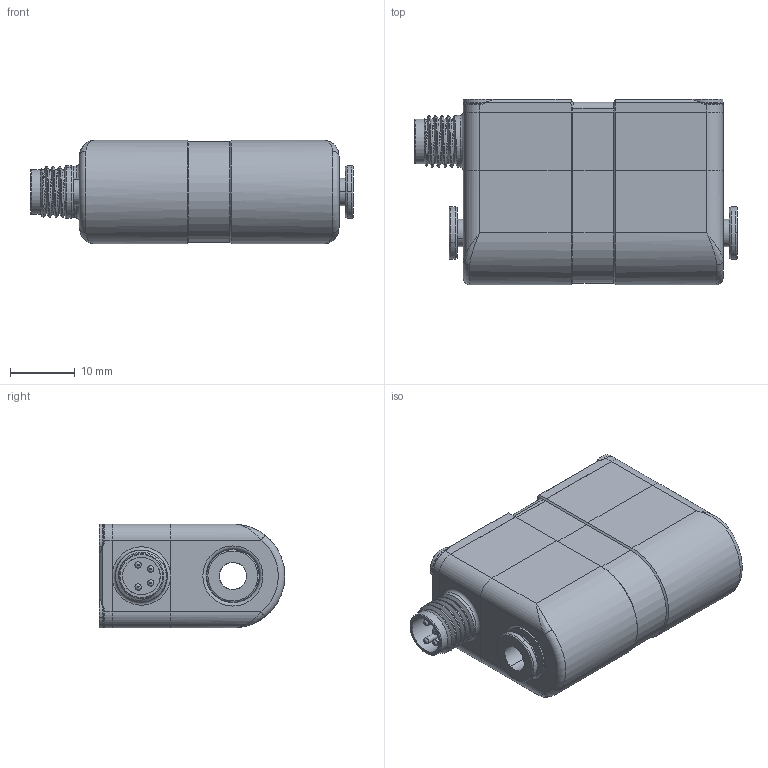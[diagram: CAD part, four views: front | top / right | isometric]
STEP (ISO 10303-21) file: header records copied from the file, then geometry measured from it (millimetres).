
FILE_DESCRIPTION (( 'STEP AP203' ), '1' );
FILE_NAME ('Inline_4mm_NONC.STEP', '2023-03-28T12:30:03', ( '' ), ( '' ), 'SwSTEP 2.0', 'SolidWorks 2020', '' );
FILE_SCHEMA (( 'CONFIG_CONTROL_DESIGN' ));
Length unit declared in the file: millimetre
Products named in the file (1): Inline_4mm_NONC
Bounding box: 49.7 x 28.6 x 16 mm (x, y, z)
Surface area: 6673.6 mm2 (no closed solid volume)
Topology: 0 solids, 20 shells, 377 faces, 870 edges, 527 vertices
Faces by surface type: plane 182, cylinder 121, torus 39, cone 19, bspline 16
Full cylindrical faces by diameter (mm): 0.97 x4, 1 x1, 2.2 x2, 2.4 x2, 3.5 x1, 4 x1, 5.8 x1, 6.9 x1, 8 x5, 8.25 x1
Entity records: 15152 total; most frequent: CARTESIAN_POINT 7309, DIRECTION 1587, ORIENTED_EDGE 1493, EDGE_CURVE 807, AXIS2_PLACEMENT_3D 585, VERTEX_POINT 505, EDGE_LOOP 426, VECTOR 417
